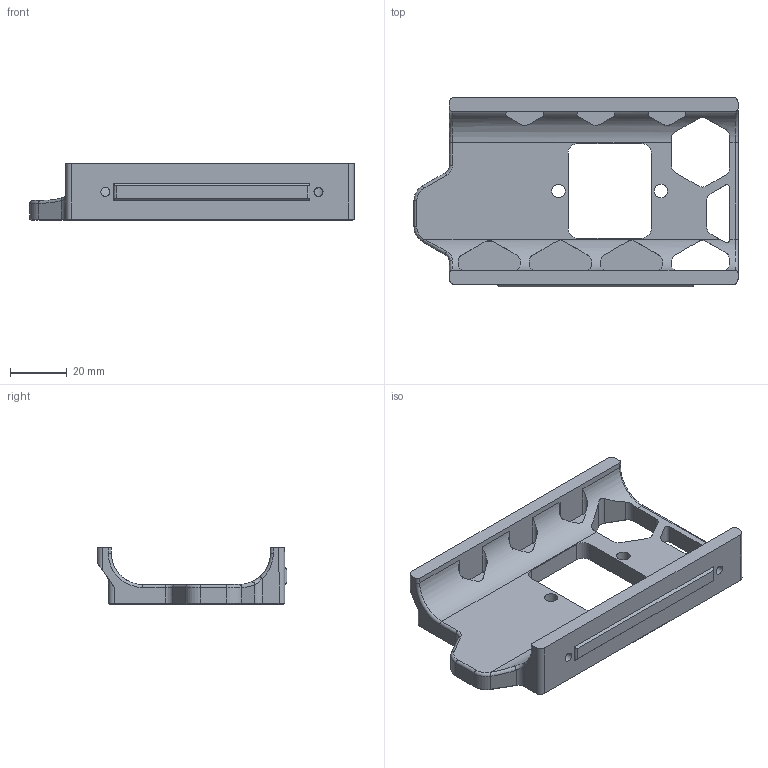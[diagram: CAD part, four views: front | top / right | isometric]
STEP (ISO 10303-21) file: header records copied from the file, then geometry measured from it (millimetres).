
FILE_DESCRIPTION(/* description */ (''),/* implementation_level */ '2;1');
FILE_NAME(/* name */ 'Filtered_Main_Skirt.stp',/* time_stamp */ '2021-12-20T10:41:34-05:00',/* author */ ('derek'),/* organization */ (''),/* preprocessor_version */ 'ST-DEVELOPER v18.1',/* originating_system */ 'Autodesk Inventor 2022',/* authorisation */ '');
FILE_SCHEMA (('AUTOMOTIVE_DESIGN { 1 0 10303 214 3 1 1 }'));
Length unit declared in the file: millimetre
Products named in the file (1): Filtered_Main_Skirt
Bounding box: 114 x 66.81 x 20.05 mm (x, y, z)
Volume: 46133.1 mm3; surface area: 21100.4 mm2
Topology: 1 solids, 1 shells, 202 faces, 527 edges, 328 vertices
Faces by surface type: plane 93, cylinder 73, cone 27, torus 7, bspline 2
Full cylindrical faces by diameter (mm): 3.2 x2, 4.7 x3, 6 x2
Entity records: 6523 total; most frequent: CARTESIAN_POINT 1422, DIRECTION 1074, ORIENTED_EDGE 1054, EDGE_CURVE 527, AXIS2_PLACEMENT_3D 381, VERTEX_POINT 328, LINE 312, VECTOR 312
